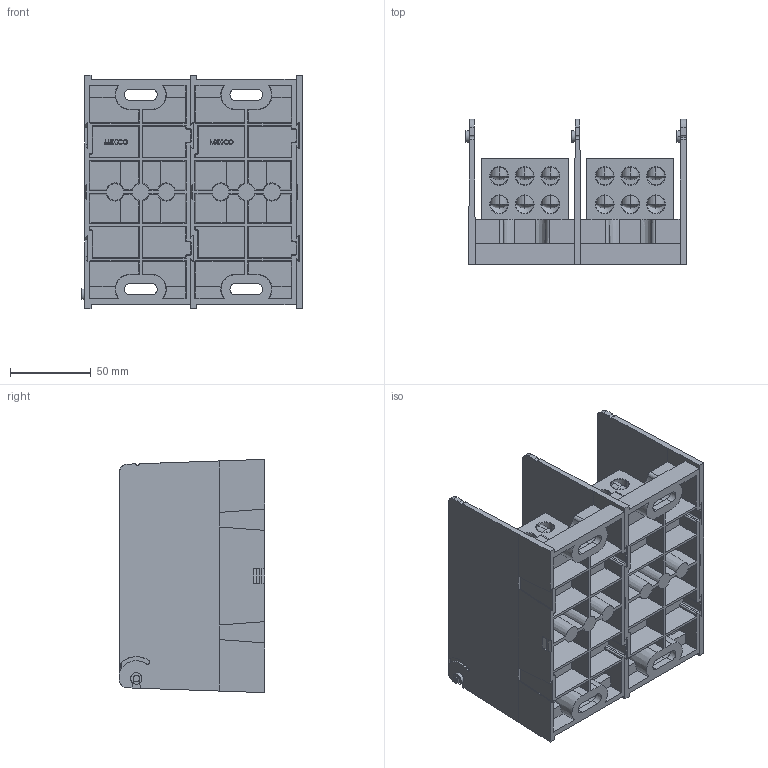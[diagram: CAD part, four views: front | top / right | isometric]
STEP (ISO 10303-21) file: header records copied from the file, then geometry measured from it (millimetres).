
FILE_DESCRIPTION (( 'STEP AP214' ), '1' );
FILE_NAME ('701942_2p_rev-.STEP', '2013-08-27T15:56:02', ( '' ), ( '' ), 'SwSTEP 2.0', 'SolidWorks 2013', '' );
FILE_SCHEMA (( 'AUTOMOTIVE_DESIGN' ));
Length unit declared in the file: inch
Products named in the file (1): 701942_2p_rev-
Bounding box: 136.78 x 90.17 x 144.78 mm (x, y, z)
Volume: 503313.1 mm3; surface area: 262850.4 mm2
Topology: 25 solids, 25 shells, 2010 faces, 4953 edges, 3076 vertices
Faces by surface type: plane 731, cylinder 697, cone 484, torus 48, bspline 42, sphere 8
Entity records: 103570 total; most frequent: CARTESIAN_POINT 32105, ORIENTED_EDGE 9866, DIRECTION 8657, EDGE_CURVE 4933, VERTEX_POINT 3076, AXIS2_PLACEMENT_3D 2972, LINE 2713, VECTOR 2713
